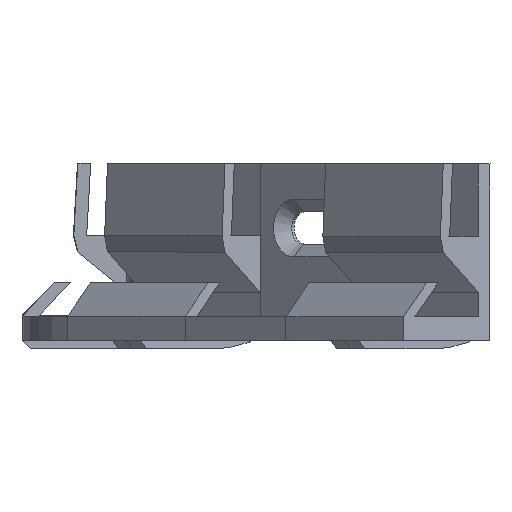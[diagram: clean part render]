
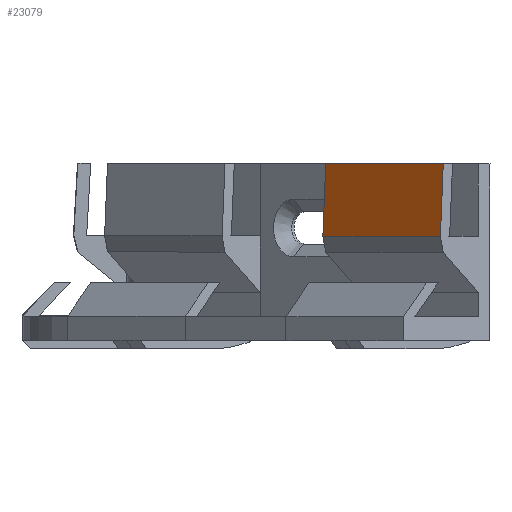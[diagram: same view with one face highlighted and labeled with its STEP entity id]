
A CAD part, left-side view. The second image highlights one B-rep face of the part: STEP entity #23079.
In plain terms, the highlighted face is planar.
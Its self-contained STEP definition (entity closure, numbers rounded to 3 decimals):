
#21184 = PLANE('',#21185);
#21185 = AXIS2_PLACEMENT_3D('',#21186,#21187,#21188);
#21186 = CARTESIAN_POINT('',(-10.5,5.766,9.503));
#21187 = DIRECTION('',(-1.,0.,0.));
#21188 = DIRECTION('',(0.,0.,1.));
#21618 = PLANE('',#21619);
#21619 = AXIS2_PLACEMENT_3D('',#21620,#21621,#21622);
#21620 = CARTESIAN_POINT('',(10.5,5.766,9.503));
#21621 = DIRECTION('',(-1.,0.,0.));
#21622 = DIRECTION('',(0.,0.,1.));
#21878 = VERTEX_POINT('',#21879);
#21879 = CARTESIAN_POINT('',(-10.5,8.1,22.));
#21893 = PLANE('',#21894);
#21894 = AXIS2_PLACEMENT_3D('',#21895,#21896,#21897);
#21895 = CARTESIAN_POINT('',(0.,6.5,22.));
#21896 = DIRECTION('',(0.,0.,-1.));
#21897 = DIRECTION('',(0.,1.,0.));
#21905 = EDGE_CURVE('',#21878,#21906,#21908,.T.);
#21906 = VERTEX_POINT('',#21907);
#21907 = CARTESIAN_POINT('',(-10.5,8.6,13.));
#21908 = SURFACE_CURVE('',#21909,(#21913,#21920),.PCURVE_S1.);
#21909 = LINE('',#21910,#21911);
#21910 = CARTESIAN_POINT('',(-10.5,8.1,22.));
#21911 = VECTOR('',#21912,1.);
#21912 = DIRECTION('',(0.,0.055,-0.998));
#21913 = PCURVE('',#21184,#21914);
#21914 = DEFINITIONAL_REPRESENTATION('',(#21915),#21919);
#21915 = LINE('',#21916,#21917);
#21916 = CARTESIAN_POINT('',(12.497,2.334));
#21917 = VECTOR('',#21918,1.);
#21918 = DIRECTION('',(-0.998,0.055));
#21919 = ( GEOMETRIC_REPRESENTATION_CONTEXT(2) 
PARAMETRIC_REPRESENTATION_CONTEXT() REPRESENTATION_CONTEXT('2D SPACE',''
  ) );
#21920 = PCURVE('',#21921,#21926);
#21921 = PLANE('',#21922);
#21922 = AXIS2_PLACEMENT_3D('',#21923,#21924,#21925);
#21923 = CARTESIAN_POINT('',(0.,8.1,22.));
#21924 = DIRECTION('',(-0.,-0.998,-0.055));
#21925 = DIRECTION('',(0.,0.055,-0.998));
#21926 = DEFINITIONAL_REPRESENTATION('',(#21927),#21931);
#21927 = LINE('',#21928,#21929);
#21928 = CARTESIAN_POINT('',(0.,-10.5));
#21929 = VECTOR('',#21930,1.);
#21930 = DIRECTION('',(1.,0.));
#21931 = ( GEOMETRIC_REPRESENTATION_CONTEXT(2) 
PARAMETRIC_REPRESENTATION_CONTEXT() REPRESENTATION_CONTEXT('2D SPACE',''
  ) );
#21949 = PLANE('',#21950);
#21950 = AXIS2_PLACEMENT_3D('',#21951,#21952,#21953);
#21951 = CARTESIAN_POINT('',(0.,8.6,13.));
#21952 = DIRECTION('',(0.,-0.97,0.243));
#21953 = DIRECTION('',(-0.,-0.243,-0.97));
#22724 = VERTEX_POINT('',#22725);
#22725 = CARTESIAN_POINT('',(10.5,8.1,22.));
#22746 = EDGE_CURVE('',#22724,#22747,#22749,.T.);
#22747 = VERTEX_POINT('',#22748);
#22748 = CARTESIAN_POINT('',(10.5,8.6,13.));
#22749 = SURFACE_CURVE('',#22750,(#22754,#22761),.PCURVE_S1.);
#22750 = LINE('',#22751,#22752);
#22751 = CARTESIAN_POINT('',(10.5,8.1,22.));
#22752 = VECTOR('',#22753,1.);
#22753 = DIRECTION('',(0.,0.055,-0.998));
#22754 = PCURVE('',#21618,#22755);
#22755 = DEFINITIONAL_REPRESENTATION('',(#22756),#22760);
#22756 = LINE('',#22757,#22758);
#22757 = CARTESIAN_POINT('',(12.497,2.334));
#22758 = VECTOR('',#22759,1.);
#22759 = DIRECTION('',(-0.998,0.055));
#22760 = ( GEOMETRIC_REPRESENTATION_CONTEXT(2) 
PARAMETRIC_REPRESENTATION_CONTEXT() REPRESENTATION_CONTEXT('2D SPACE',''
  ) );
#22761 = PCURVE('',#21921,#22762);
#22762 = DEFINITIONAL_REPRESENTATION('',(#22763),#22767);
#22763 = LINE('',#22764,#22765);
#22764 = CARTESIAN_POINT('',(0.,10.5));
#22765 = VECTOR('',#22766,1.);
#22766 = DIRECTION('',(1.,0.));
#22767 = ( GEOMETRIC_REPRESENTATION_CONTEXT(2) 
PARAMETRIC_REPRESENTATION_CONTEXT() REPRESENTATION_CONTEXT('2D SPACE',''
  ) );
#23057 = EDGE_CURVE('',#22724,#21878,#23058,.T.);
#23058 = SURFACE_CURVE('',#23059,(#23063,#23070),.PCURVE_S1.);
#23059 = LINE('',#23060,#23061);
#23060 = CARTESIAN_POINT('',(10.5,8.1,22.));
#23061 = VECTOR('',#23062,1.);
#23062 = DIRECTION('',(-1.,0.,0.));
#23063 = PCURVE('',#21893,#23064);
#23064 = DEFINITIONAL_REPRESENTATION('',(#23065),#23069);
#23065 = LINE('',#23066,#23067);
#23066 = CARTESIAN_POINT('',(1.6,10.5));
#23067 = VECTOR('',#23068,1.);
#23068 = DIRECTION('',(0.,-1.));
#23069 = ( GEOMETRIC_REPRESENTATION_CONTEXT(2) 
PARAMETRIC_REPRESENTATION_CONTEXT() REPRESENTATION_CONTEXT('2D SPACE',''
  ) );
#23070 = PCURVE('',#21921,#23071);
#23071 = DEFINITIONAL_REPRESENTATION('',(#23072),#23076);
#23072 = LINE('',#23073,#23074);
#23073 = CARTESIAN_POINT('',(0.,10.5));
#23074 = VECTOR('',#23075,1.);
#23075 = DIRECTION('',(0.,-1.));
#23076 = ( GEOMETRIC_REPRESENTATION_CONTEXT(2) 
PARAMETRIC_REPRESENTATION_CONTEXT() REPRESENTATION_CONTEXT('2D SPACE',''
  ) );
#23079 = ADVANCED_FACE('',(#23080),#21921,.F.);
#23080 = FACE_BOUND('',#23081,.F.);
#23081 = EDGE_LOOP('',(#23082,#23083,#23104,#23105));
#23082 = ORIENTED_EDGE('',*,*,#21905,.T.);
#23083 = ORIENTED_EDGE('',*,*,#23084,.F.);
#23084 = EDGE_CURVE('',#22747,#21906,#23085,.T.);
#23085 = SURFACE_CURVE('',#23086,(#23090,#23097),.PCURVE_S1.);
#23086 = LINE('',#23087,#23088);
#23087 = CARTESIAN_POINT('',(10.5,8.6,13.));
#23088 = VECTOR('',#23089,1.);
#23089 = DIRECTION('',(-1.,0.,0.));
#23090 = PCURVE('',#21921,#23091);
#23091 = DEFINITIONAL_REPRESENTATION('',(#23092),#23096);
#23092 = LINE('',#23093,#23094);
#23093 = CARTESIAN_POINT('',(9.014,10.5));
#23094 = VECTOR('',#23095,1.);
#23095 = DIRECTION('',(0.,-1.));
#23096 = ( GEOMETRIC_REPRESENTATION_CONTEXT(2) 
PARAMETRIC_REPRESENTATION_CONTEXT() REPRESENTATION_CONTEXT('2D SPACE',''
  ) );
#23097 = PCURVE('',#21949,#23098);
#23098 = DEFINITIONAL_REPRESENTATION('',(#23099),#23103);
#23099 = LINE('',#23100,#23101);
#23100 = CARTESIAN_POINT('',(-0.,10.5));
#23101 = VECTOR('',#23102,1.);
#23102 = DIRECTION('',(0.,-1.));
#23103 = ( GEOMETRIC_REPRESENTATION_CONTEXT(2) 
PARAMETRIC_REPRESENTATION_CONTEXT() REPRESENTATION_CONTEXT('2D SPACE',''
  ) );
#23104 = ORIENTED_EDGE('',*,*,#22746,.F.);
#23105 = ORIENTED_EDGE('',*,*,#23057,.T.);
